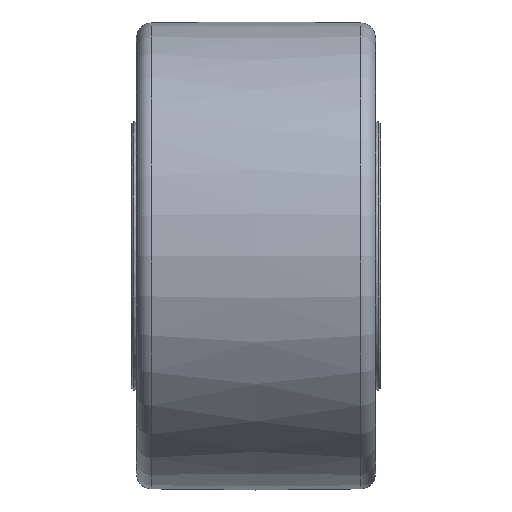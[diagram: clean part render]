
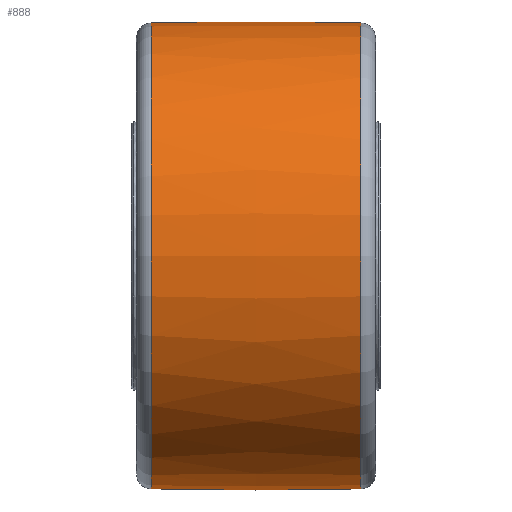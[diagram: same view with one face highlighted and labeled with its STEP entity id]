
A CAD part, front view. The second image highlights one B-rep face of the part: STEP entity #888.
In plain terms, the highlighted free-form (B-spline) face has degree [2, 2] with [3, 9] control points.
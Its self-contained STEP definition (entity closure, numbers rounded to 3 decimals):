
#14=(
BOUNDED_SURFACE()
B_SPLINE_SURFACE(2,2,((#1619,#1620,#1621,#1622,#1623,#1624,#1625,#1626,
#1627),(#1628,#1629,#1630,#1631,#1632,#1633,#1634,#1635,#1636),(#1637,#1638,
#1639,#1640,#1641,#1642,#1643,#1644,#1645)),.UNSPECIFIED.,.F.,.T.,.F.)
B_SPLINE_SURFACE_WITH_KNOTS((3,3),(3,2,2,2,3),(-0.021,0.021),
(-3.142,-1.571,0.,1.571,3.142),
 .UNSPECIFIED.)
GEOMETRIC_REPRESENTATION_ITEM()
RATIONAL_B_SPLINE_SURFACE(((1.,0.707,1.,0.707,1.,
0.707,1.,0.707,1.),(1.,0.707,
1.,0.707,1.,0.707,
1.,0.707,1.),(1.,0.707,
1.,0.707,1.,0.707,1.,0.707,1.)))
REPRESENTATION_ITEM('')
SURFACE()
);
#106=FACE_OUTER_BOUND('',#168,.T.);
#168=EDGE_LOOP('',(#714,#715,#716,#717,#718,#719));
#311=CIRCLE('',#1017,23.389);
#312=CIRCLE('',#1018,23.389);
#314=CIRCLE('',#1020,500.);
#315=CIRCLE('',#1021,23.389);
#316=CIRCLE('',#1022,23.389);
#398=VERTEX_POINT('',#1613);
#399=VERTEX_POINT('',#1615);
#400=VERTEX_POINT('',#1646);
#401=VERTEX_POINT('',#1648);
#510=EDGE_CURVE('',#398,#399,#311,.T.);
#511=EDGE_CURVE('',#399,#398,#312,.T.);
#513=EDGE_CURVE('',#398,#400,#314,.T.);
#514=EDGE_CURVE('',#401,#400,#315,.T.);
#515=EDGE_CURVE('',#400,#401,#316,.T.);
#714=ORIENTED_EDGE('',*,*,#511,.F.);
#715=ORIENTED_EDGE('',*,*,#510,.F.);
#716=ORIENTED_EDGE('',*,*,#513,.T.);
#717=ORIENTED_EDGE('',*,*,#514,.F.);
#718=ORIENTED_EDGE('',*,*,#515,.F.);
#719=ORIENTED_EDGE('',*,*,#513,.F.);
#888=ADVANCED_FACE('',(#106),#14,.F.);
#1017=AXIS2_PLACEMENT_3D('',#1616,#1276,#1277);
#1018=AXIS2_PLACEMENT_3D('',#1617,#1278,#1279);
#1020=AXIS2_PLACEMENT_3D('',#1647,#1282,#1283);
#1021=AXIS2_PLACEMENT_3D('',#1649,#1284,#1285);
#1022=AXIS2_PLACEMENT_3D('',#1650,#1286,#1287);
#1276=DIRECTION('center_axis',(1.,0.,0.));
#1277=DIRECTION('ref_axis',(0.,-1.,0.));
#1278=DIRECTION('center_axis',(1.,0.,0.));
#1279=DIRECTION('ref_axis',(0.,-1.,0.));
#1282=DIRECTION('center_axis',(0.,-1.,0.));
#1283=DIRECTION('ref_axis',(0.,0.,1.));
#1284=DIRECTION('center_axis',(-1.,0.,0.));
#1285=DIRECTION('ref_axis',(0.,-1.,0.));
#1286=DIRECTION('center_axis',(-1.,0.,0.));
#1287=DIRECTION('ref_axis',(0.,-1.,0.));
#1613=CARTESIAN_POINT('',(10.532,0.,23.389));
#1615=CARTESIAN_POINT('',(10.532,23.389,0.));
#1616=CARTESIAN_POINT('Origin',(10.532,0.,0.));
#1617=CARTESIAN_POINT('Origin',(10.532,0.,0.));
#1619=CARTESIAN_POINT('Ctrl Pts',(-10.532,0.,
23.389));
#1620=CARTESIAN_POINT('Ctrl Pts',(-10.532,-23.389,23.389));
#1621=CARTESIAN_POINT('Ctrl Pts',(-10.532,-23.389,0.));
#1622=CARTESIAN_POINT('Ctrl Pts',(-10.532,-23.389,-23.389));
#1623=CARTESIAN_POINT('Ctrl Pts',(-10.532,0.,
-23.389));
#1624=CARTESIAN_POINT('Ctrl Pts',(-10.532,23.389,-23.389));
#1625=CARTESIAN_POINT('Ctrl Pts',(-10.532,23.389,0.));
#1626=CARTESIAN_POINT('Ctrl Pts',(-10.532,23.389,23.389));
#1627=CARTESIAN_POINT('Ctrl Pts',(-10.532,0.,
23.389));
#1628=CARTESIAN_POINT('Ctrl Pts',(0.,0.,
23.611));
#1629=CARTESIAN_POINT('Ctrl Pts',(0.,-23.611,
23.611));
#1630=CARTESIAN_POINT('Ctrl Pts',(0.,-23.611,
0.));
#1631=CARTESIAN_POINT('Ctrl Pts',(0.,-23.611,
-23.611));
#1632=CARTESIAN_POINT('Ctrl Pts',(0.,0.,
-23.611));
#1633=CARTESIAN_POINT('Ctrl Pts',(0.,23.611,
-23.611));
#1634=CARTESIAN_POINT('Ctrl Pts',(0.,23.611,
0.));
#1635=CARTESIAN_POINT('Ctrl Pts',(0.,23.611,
23.611));
#1636=CARTESIAN_POINT('Ctrl Pts',(0.,0.,
23.611));
#1637=CARTESIAN_POINT('Ctrl Pts',(10.532,0.,
23.389));
#1638=CARTESIAN_POINT('Ctrl Pts',(10.532,-23.389,23.389));
#1639=CARTESIAN_POINT('Ctrl Pts',(10.532,-23.389,0.));
#1640=CARTESIAN_POINT('Ctrl Pts',(10.532,-23.389,-23.389));
#1641=CARTESIAN_POINT('Ctrl Pts',(10.532,0.,
-23.389));
#1642=CARTESIAN_POINT('Ctrl Pts',(10.532,23.389,-23.389));
#1643=CARTESIAN_POINT('Ctrl Pts',(10.532,23.389,0.));
#1644=CARTESIAN_POINT('Ctrl Pts',(10.532,23.389,23.389));
#1645=CARTESIAN_POINT('Ctrl Pts',(10.532,0.,
23.389));
#1646=CARTESIAN_POINT('',(-10.532,0.,23.389));
#1647=CARTESIAN_POINT('Origin',(0.,0.,
-476.5));
#1648=CARTESIAN_POINT('',(-10.532,23.389,0.));
#1649=CARTESIAN_POINT('Origin',(-10.532,0.,
0.));
#1650=CARTESIAN_POINT('Origin',(-10.532,0.,
0.));
